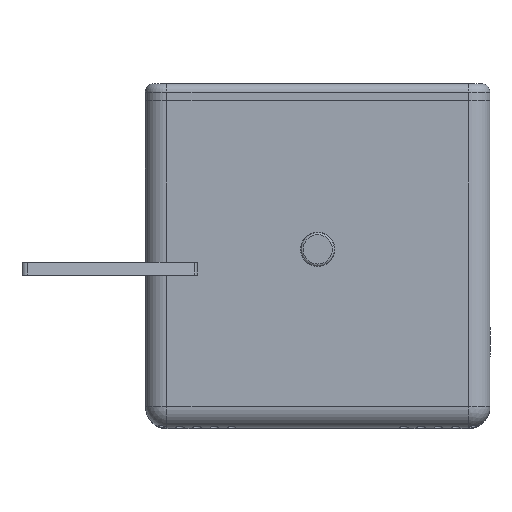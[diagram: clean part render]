
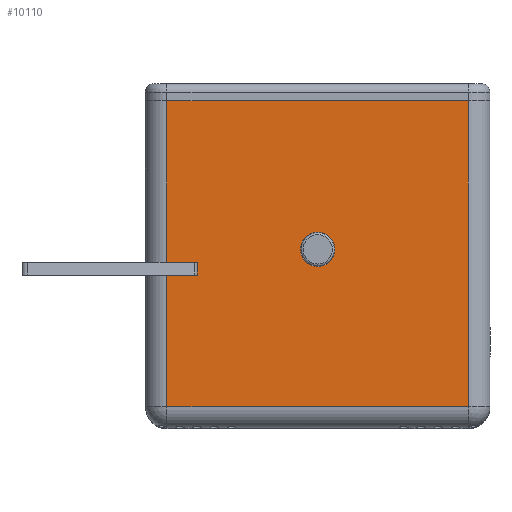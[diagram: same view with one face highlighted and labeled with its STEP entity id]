
A CAD part, top view. The second image highlights one B-rep face of the part: STEP entity #10110.
In plain terms, the highlighted planar face has unit normal (0, 0, 1).
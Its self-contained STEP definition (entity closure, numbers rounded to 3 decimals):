
#346=FACE_BOUND('',#2226,.T.);
#347=FACE_BOUND('',#2227,.T.);
#542=CIRCLE('',#10582,4.);
#543=CIRCLE('',#10583,4.);
#561=CIRCLE('',#10608,1.5);
#562=CIRCLE('',#10609,1.5);
#1677=FACE_OUTER_BOUND('',#2225,.T.);
#2225=EDGE_LOOP('',(#7578,#7579,#7580,#7581));
#2226=EDGE_LOOP('',(#7582,#7583));
#2227=EDGE_LOOP('',(#7584,#7585));
#2886=LINE('',#17190,#3513);
#2961=LINE('',#18517,#3588);
#2962=LINE('',#18522,#3589);
#2968=LINE('',#18537,#3595);
#3513=VECTOR('',#12571,10.);
#3588=VECTOR('',#12898,10.);
#3589=VECTOR('',#12903,10.);
#3595=VECTOR('',#12919,10.);
#3967=VERTEX_POINT('',#14760);
#3968=VERTEX_POINT('',#14761);
#3986=VERTEX_POINT('',#14812);
#3987=VERTEX_POINT('',#14813);
#4271=VERTEX_POINT('',#17185);
#4272=VERTEX_POINT('',#17189);
#4363=VERTEX_POINT('',#18513);
#4366=VERTEX_POINT('',#18520);
#4942=EDGE_CURVE('',#3967,#3968,#542,.T.);
#4943=EDGE_CURVE('',#3968,#3967,#543,.T.);
#4968=EDGE_CURVE('',#3986,#3987,#561,.T.);
#4969=EDGE_CURVE('',#3987,#3986,#562,.T.);
#5400=EDGE_CURVE('',#4271,#4272,#2886,.T.);
#5584=EDGE_CURVE('',#4272,#4363,#2961,.T.);
#5586=EDGE_CURVE('',#4366,#4271,#2962,.T.);
#5594=EDGE_CURVE('',#4363,#4366,#2968,.T.);
#7578=ORIENTED_EDGE('',*,*,#5584,.F.);
#7579=ORIENTED_EDGE('',*,*,#5400,.F.);
#7580=ORIENTED_EDGE('',*,*,#5586,.F.);
#7581=ORIENTED_EDGE('',*,*,#5594,.F.);
#7582=ORIENTED_EDGE('',*,*,#4942,.T.);
#7583=ORIENTED_EDGE('',*,*,#4943,.T.);
#7584=ORIENTED_EDGE('',*,*,#4968,.T.);
#7585=ORIENTED_EDGE('',*,*,#4969,.T.);
#9332=PLANE('',#11024);
#10110=ADVANCED_FACE('',(#1677,#346,#347),#9332,.T.);
#10582=AXIS2_PLACEMENT_3D('',#14762,#11781,#11782);
#10583=AXIS2_PLACEMENT_3D('',#14763,#11783,#11784);
#10608=AXIS2_PLACEMENT_3D('',#14814,#11840,#11841);
#10609=AXIS2_PLACEMENT_3D('',#14815,#11842,#11843);
#11024=AXIS2_PLACEMENT_3D('',#18536,#12917,#12918);
#11781=DIRECTION('center_axis',(0.,0.,-1.));
#11782=DIRECTION('ref_axis',(1.,0.,0.));
#11783=DIRECTION('center_axis',(0.,0.,-1.));
#11784=DIRECTION('ref_axis',(1.,0.,0.));
#11840=DIRECTION('center_axis',(0.,0.,-1.));
#11841=DIRECTION('ref_axis',(1.,0.,0.));
#11842=DIRECTION('center_axis',(0.,0.,-1.));
#11843=DIRECTION('ref_axis',(1.,0.,0.));
#12571=DIRECTION('',(0.,1.,0.));
#12898=DIRECTION('',(1.,0.,0.));
#12903=DIRECTION('',(-1.,0.,0.));
#12917=DIRECTION('center_axis',(0.,0.,1.));
#12918=DIRECTION('ref_axis',(0.,-1.,0.));
#12919=DIRECTION('',(0.,-1.,0.));
#14760=CARTESIAN_POINT('',(45.5,0.,40.));
#14761=CARTESIAN_POINT('',(37.5,0.,40.));
#14762=CARTESIAN_POINT('Origin',(41.5,0.,40.));
#14763=CARTESIAN_POINT('Origin',(41.5,0.,40.));
#14812=CARTESIAN_POINT('',(38.5,30.,40.));
#14813=CARTESIAN_POINT('',(35.5,30.,40.));
#14814=CARTESIAN_POINT('Origin',(37.,30.,40.));
#14815=CARTESIAN_POINT('Origin',(37.,30.,40.));
#17185=CARTESIAN_POINT('',(5.,-35.,40.));
#17189=CARTESIAN_POINT('',(5.,35.,40.));
#17190=CARTESIAN_POINT('',(5.,20.,40.));
#18513=CARTESIAN_POINT('',(76.,35.,40.));
#18517=CARTESIAN_POINT('',(0.,35.,40.));
#18520=CARTESIAN_POINT('',(76.,-35.,40.));
#18522=CARTESIAN_POINT('',(0.,-35.,40.));
#18536=CARTESIAN_POINT('Origin',(0.,40.,40.));
#18537=CARTESIAN_POINT('',(76.,40.,40.));
